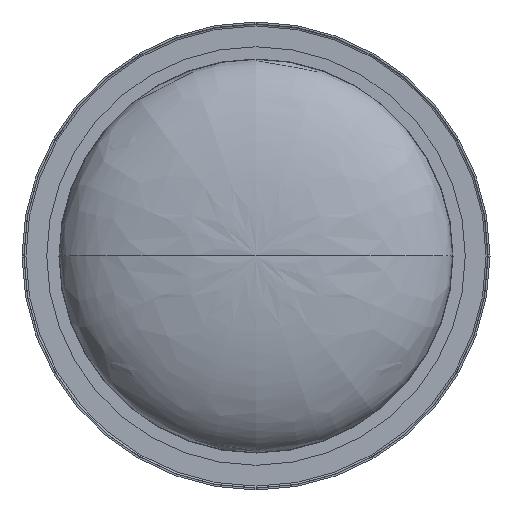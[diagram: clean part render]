
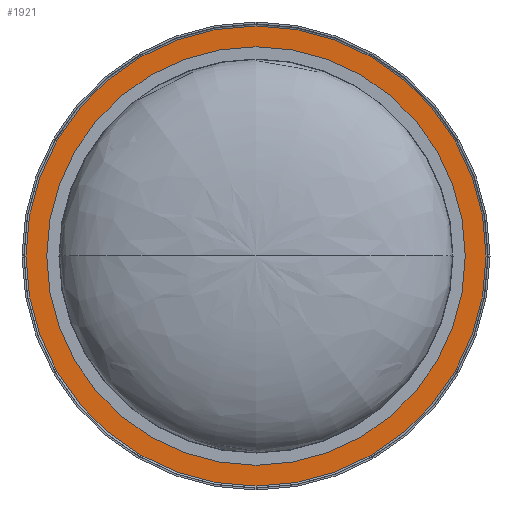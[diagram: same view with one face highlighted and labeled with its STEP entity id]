
A CAD part, top view. The second image highlights one B-rep face of the part: STEP entity #1921.
In plain terms, the highlighted face is planar.
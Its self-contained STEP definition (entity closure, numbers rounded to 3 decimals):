
#18 = DIRECTION ( 'NONE',  ( 0., 0., 1. ) ) ;
#95 = EDGE_LOOP ( 'NONE', ( #1192, #686 ) ) ;
#117 = ORIENTED_EDGE ( 'NONE', *, *, #130, .T. ) ;
#130 = EDGE_CURVE ( 'NONE', #353, #215, #1047, .T. ) ;
#160 = FACE_BOUND ( 'NONE', #95, .T. ) ;
#215 = VERTEX_POINT ( 'NONE', #437 ) ;
#303 = DIRECTION ( 'NONE',  ( 0., 0., 1. ) ) ;
#325 = DIRECTION ( 'NONE',  ( 0., 1., 0. ) ) ;
#353 = VERTEX_POINT ( 'NONE', #877 ) ;
#437 = CARTESIAN_POINT ( 'NONE',  ( 0., 60., -610.174 ) ) ;
#457 = EDGE_CURVE ( 'NONE', #215, #353, #1434, .T. ) ;
#592 = AXIS2_PLACEMENT_3D ( 'NONE', #898, #2580, #1544 ) ;
#617 = FACE_OUTER_BOUND ( 'NONE', #2516, .T. ) ;
#681 = AXIS2_PLACEMENT_3D ( 'NONE', #2257, #2222, #18 ) ;
#686 = ORIENTED_EDGE ( 'NONE', *, *, #2234, .F. ) ;
#721 = CARTESIAN_POINT ( 'NONE',  ( 0., 60., 0. ) ) ;
#757 = VERTEX_POINT ( 'NONE', #1251 ) ;
#877 = CARTESIAN_POINT ( 'NONE',  ( 0., 60., 610.174 ) ) ;
#898 = CARTESIAN_POINT ( 'NONE',  ( 0., 60., 0. ) ) ;
#1020 = CIRCLE ( 'NONE', #1987, 410. ) ;
#1047 = CIRCLE ( 'NONE', #1393, 610.174 ) ;
#1145 = ORIENTED_EDGE ( 'NONE', *, *, #457, .T. ) ;
#1168 = CARTESIAN_POINT ( 'NONE',  ( -410., 60., 0. ) ) ;
#1192 = ORIENTED_EDGE ( 'NONE', *, *, #2552, .F. ) ;
#1251 = CARTESIAN_POINT ( 'NONE',  ( 410., 60., 0. ) ) ;
#1314 = VERTEX_POINT ( 'NONE', #1168 ) ;
#1393 = AXIS2_PLACEMENT_3D ( 'NONE', #1821, #1883, #303 ) ;
#1409 = PLANE ( 'NONE',  #1839 ) ;
#1434 = CIRCLE ( 'NONE', #681, 610.174 ) ;
#1470 = CIRCLE ( 'NONE', #592, 410. ) ;
#1544 = DIRECTION ( 'NONE',  ( 0., 0., 1. ) ) ;
#1758 = DIRECTION ( 'NONE',  ( 0., 0., 1. ) ) ;
#1821 = CARTESIAN_POINT ( 'NONE',  ( 0., 60., 0. ) ) ;
#1839 = AXIS2_PLACEMENT_3D ( 'NONE', #2183, #325, #2338 ) ;
#1883 = DIRECTION ( 'NONE',  ( 0., 1., 0. ) ) ;
#1921 = ADVANCED_FACE ( 'NONE', ( #617, #160 ), #1409, .T. ) ;
#1987 = AXIS2_PLACEMENT_3D ( 'NONE', #721, #2187, #1758 ) ;
#2183 = CARTESIAN_POINT ( 'NONE',  ( 0., 60., 0. ) ) ;
#2187 = DIRECTION ( 'NONE',  ( 0., 1., 0. ) ) ;
#2222 = DIRECTION ( 'NONE',  ( 0., 1., 0. ) ) ;
#2234 = EDGE_CURVE ( 'NONE', #1314, #757, #1470, .T. ) ;
#2257 = CARTESIAN_POINT ( 'NONE',  ( 0., 60., 0. ) ) ;
#2338 = DIRECTION ( 'NONE',  ( 0., 0., 1. ) ) ;
#2516 = EDGE_LOOP ( 'NONE', ( #117, #1145 ) ) ;
#2552 = EDGE_CURVE ( 'NONE', #757, #1314, #1020, .T. ) ;
#2580 = DIRECTION ( 'NONE',  ( 0., 1., 0. ) ) ;
